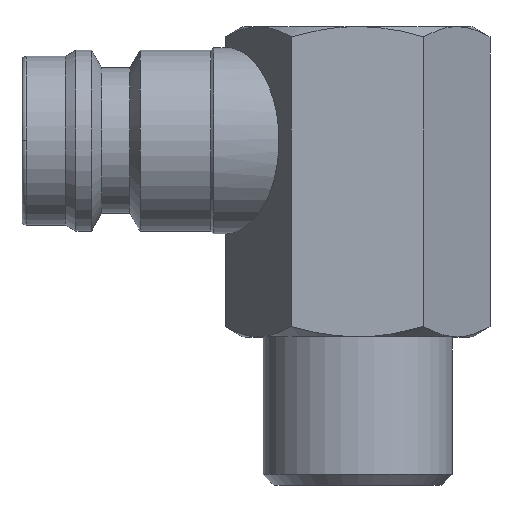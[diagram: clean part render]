
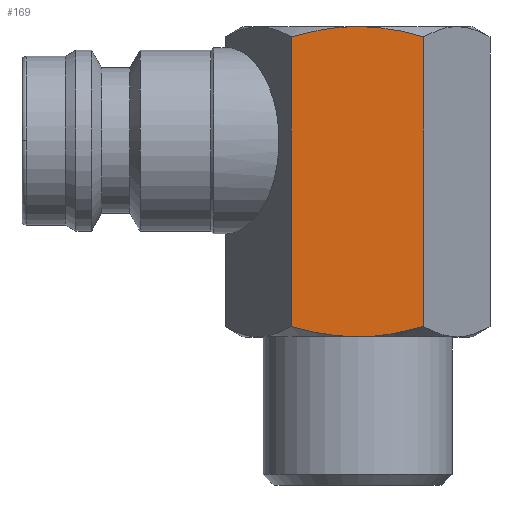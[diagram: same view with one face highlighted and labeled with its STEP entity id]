
A CAD part, top view. The second image highlights one B-rep face of the part: STEP entity #169.
In plain terms, the highlighted planar face has unit normal (0, 0, 1).
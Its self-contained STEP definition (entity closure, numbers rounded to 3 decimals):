
#169=ADVANCED_FACE('',(#344),#345,.T.);
#344=FACE_OUTER_BOUND('',#519,.T.);
#345=PLANE('',#520);
#519=EDGE_LOOP('',(#927,#928,#929,#930,#931,#932));
#520=AXIS2_PLACEMENT_3D('',#933,#934,#935);
#927=ORIENTED_EDGE('',*,*,#1169,.F.);
#928=ORIENTED_EDGE('',*,*,#1149,.F.);
#929=ORIENTED_EDGE('',*,*,#1167,.T.);
#930=ORIENTED_EDGE('',*,*,#1154,.F.);
#931=ORIENTED_EDGE('',*,*,#1050,.F.);
#932=ORIENTED_EDGE('',*,*,#1045,.F.);
#933=CARTESIAN_POINT('',(0.,10.0,8.5));
#934=DIRECTION('',(0.,0.0,1.0));
#935=DIRECTION('',(1.0,0.0,0.));
#1045=EDGE_CURVE('',#1247,#1249,#1250,.T.);
#1050=EDGE_CURVE('',#1249,#1256,#1257,.T.);
#1149=EDGE_CURVE('',#1392,#1334,#1393,.T.);
#1154=EDGE_CURVE('',#1256,#1398,#1399,.T.);
#1167=EDGE_CURVE('',#1392,#1398,#1412,.T.);
#1169=EDGE_CURVE('',#1334,#1247,#1414,.T.);
#1247=VERTEX_POINT('',#1572);
#1249=VERTEX_POINT('',#1585);
#1250=LINE('',#1586,#1587);
#1256=VERTEX_POINT('',#1616);
#1257=(B_SPLINE_CURVE(2,(#1618,#1619,#1620,#1621,#1622),.UNSPECIFIED.,.F.,.F.)B_SPLINE_CURVE_WITH_KNOTS((3,2,3),(0.0,4.984,9.968),.UNSPECIFIED.)RATIONAL_B_SPLINE_CURVE((1.0,1.038,1.0,1.038,1.0))BOUNDED_CURVE()REPRESENTATION_ITEM('')GEOMETRIC_REPRESENTATION_ITEM()CURVE());
#1334=VERTEX_POINT('',#1840);
#1392=VERTEX_POINT('',#1933);
#1393=(B_SPLINE_CURVE(2,(#1935,#1936,#1937,#1938,#1939),.UNSPECIFIED.,.F.,.F.)B_SPLINE_CURVE_WITH_KNOTS((3,2,3),(0.0,4.984,9.968),.UNSPECIFIED.)RATIONAL_B_SPLINE_CURVE((1.0,1.038,1.0,1.038,1.0))BOUNDED_CURVE()REPRESENTATION_ITEM('')GEOMETRIC_REPRESENTATION_ITEM()CURVE());
#1398=VERTEX_POINT('',#1961);
#1399=(B_SPLINE_CURVE(2,(#1963,#1964,#1965,#1966,#1967),.UNSPECIFIED.,.F.,.F.)B_SPLINE_CURVE_WITH_KNOTS((3,2,3),(0.0,4.984,9.968),.UNSPECIFIED.)RATIONAL_B_SPLINE_CURVE((1.0,1.038,1.0,1.038,1.0))BOUNDED_CURVE()REPRESENTATION_ITEM('')GEOMETRIC_REPRESENTATION_ITEM()CURVE());
#1412=LINE('',#1999,#2000);
#1414=(B_SPLINE_CURVE(2,(#2003,#2004,#2005,#2006,#2007),.UNSPECIFIED.,.F.,.F.)B_SPLINE_CURVE_WITH_KNOTS((3,2,3),(0.0,4.984,9.968),.UNSPECIFIED.)RATIONAL_B_SPLINE_CURVE((1.0,1.038,1.0,1.038,1.0))BOUNDED_CURVE()REPRESENTATION_ITEM('')GEOMETRIC_REPRESENTATION_ITEM()CURVE());
#1572=CARTESIAN_POINT('',(-4.907,11.759,8.5));
#1585=CARTESIAN_POINT('',(-4.907,33.241,8.5));
#1586=CARTESIAN_POINT('',(-4.907,10.0,8.5));
#1587=VECTOR('',#2129,1.0);
#1616=CARTESIAN_POINT('',(0.,34.0,8.5));
#1618=CARTESIAN_POINT('',(-4.913,33.239,8.5));
#1619=CARTESIAN_POINT('',(-2.28,34.0,8.5));
#1620=CARTESIAN_POINT('',(0.,34.0,8.5));
#1621=CARTESIAN_POINT('',(2.28,34.0,8.5));
#1622=CARTESIAN_POINT('',(4.913,33.239,8.5));
#1840=CARTESIAN_POINT('',(0.,11.0,8.5));
#1933=CARTESIAN_POINT('',(4.907,11.759,8.5));
#1935=CARTESIAN_POINT('',(4.913,11.761,8.5));
#1936=CARTESIAN_POINT('',(2.28,11.0,8.5));
#1937=CARTESIAN_POINT('',(0.,11.0,8.5));
#1938=CARTESIAN_POINT('',(-2.28,11.0,8.5));
#1939=CARTESIAN_POINT('',(-4.913,11.761,8.5));
#1961=CARTESIAN_POINT('',(4.907,33.241,8.5));
#1963=CARTESIAN_POINT('',(-4.913,33.239,8.5));
#1964=CARTESIAN_POINT('',(-2.28,34.0,8.5));
#1965=CARTESIAN_POINT('',(0.,34.0,8.5));
#1966=CARTESIAN_POINT('',(2.28,34.0,8.5));
#1967=CARTESIAN_POINT('',(4.913,33.239,8.5));
#1999=CARTESIAN_POINT('',(4.907,10.0,8.5));
#2000=VECTOR('',#2280,1.0);
#2003=CARTESIAN_POINT('',(4.913,11.761,8.5));
#2004=CARTESIAN_POINT('',(2.28,11.0,8.5));
#2005=CARTESIAN_POINT('',(0.,11.0,8.5));
#2006=CARTESIAN_POINT('',(-2.28,11.0,8.5));
#2007=CARTESIAN_POINT('',(-4.913,11.761,8.5));
#2129=DIRECTION('',(0.0,1.0,0.0));
#2280=DIRECTION('',(0.0,1.0,0.0));
